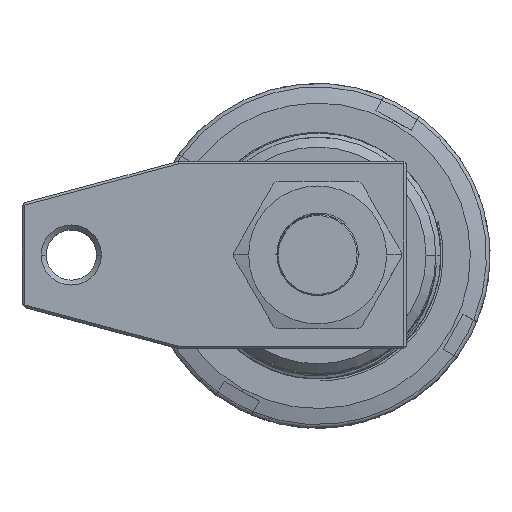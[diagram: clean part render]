
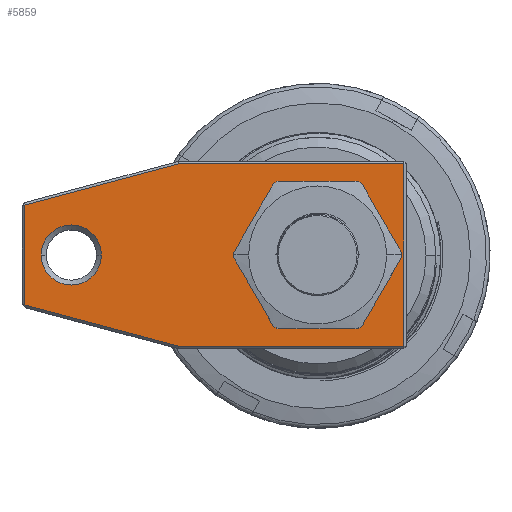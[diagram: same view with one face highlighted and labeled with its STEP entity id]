
A CAD part, top view. The second image highlights one B-rep face of the part: STEP entity #5859.
In plain terms, the highlighted planar face has unit normal (0, 0, 1).
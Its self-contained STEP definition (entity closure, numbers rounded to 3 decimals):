
#63 = DIRECTION ( 'NONE',  ( 1., 0., 0. ) ) ;
#119 = FACE_BOUND ( 'NONE', #1969, .T. ) ;
#247 = CARTESIAN_POINT ( 'NONE',  ( 26.349, 18.5, 19. ) ) ;
#248 = CARTESIAN_POINT ( 'NONE',  ( 0., -18.5, 19. ) ) ;
#326 = DIRECTION ( 'NONE',  ( 0., 0., -1. ) ) ;
#455 = EDGE_CURVE ( 'NONE', #9095, #5811, #7081, .T. ) ;
#980 = ORIENTED_EDGE ( 'NONE', *, *, #10602, .T. ) ;
#1161 = CARTESIAN_POINT ( 'NONE',  ( -5.922, -22.101, 19. ) ) ;
#1184 = CARTESIAN_POINT ( 'NONE',  ( -19.362, -18.5, 19. ) ) ;
#1240 = AXIS2_PLACEMENT_3D ( 'NONE', #10142, #3903, #11172 ) ;
#1399 = EDGE_LOOP ( 'NONE', ( #6655, #7197 ) ) ;
#1504 = CARTESIAN_POINT ( 'NONE',  ( 26.349, -18.5, 19. ) ) ;
#1776 = DIRECTION ( 'NONE',  ( -1., 0., 0. ) ) ;
#1840 = ORIENTED_EDGE ( 'NONE', *, *, #13347, .T. ) ;
#1969 = EDGE_LOOP ( 'NONE', ( #7759, #4710 ) ) ;
#2213 = DIRECTION ( 'NONE',  ( 0.966, -0.259, 0. ) ) ;
#2597 = VERTEX_POINT ( 'NONE', #1504 ) ;
#2630 = EDGE_LOOP ( 'NONE', ( #12489, #980, #12336, #8137, #4106, #1840 ) ) ;
#2925 = FACE_OUTER_BOUND ( 'NONE', #2630, .T. ) ;
#3315 = CIRCLE ( 'NONE', #8251, 12. ) ;
#3503 = VECTOR ( 'NONE', #12062, 1000. ) ;
#3565 = CARTESIAN_POINT ( 'NONE',  ( -50.651, 0., 19. ) ) ;
#3653 = CARTESIAN_POINT ( 'NONE',  ( -35.051, 0., 19. ) ) ;
#3772 = CARTESIAN_POINT ( 'NONE',  ( -3.151, 0., 19. ) ) ;
#3873 = EDGE_CURVE ( 'NONE', #8483, #12394, #3921, .T. ) ;
#3903 = DIRECTION ( 'NONE',  ( 0., 0., -1. ) ) ;
#3921 = LINE ( 'NONE', #10119, #9491 ) ;
#4073 = CARTESIAN_POINT ( 'NONE',  ( -47.251, 0., 19. ) ) ;
#4106 = ORIENTED_EDGE ( 'NONE', *, *, #6528, .T. ) ;
#4186 = CIRCLE ( 'NONE', #9145, 6.1 ) ;
#4273 = VERTEX_POINT ( 'NONE', #3772 ) ;
#4355 = LINE ( 'NONE', #13429, #6803 ) ;
#4492 = DIRECTION ( 'NONE',  ( 0., 0., 1. ) ) ;
#4533 = CARTESIAN_POINT ( 'NONE',  ( 0., 0., 19. ) ) ;
#4710 = ORIENTED_EDGE ( 'NONE', *, *, #6383, .F. ) ;
#5340 = CIRCLE ( 'NONE', #1240, 6.1 ) ;
#5370 = VERTEX_POINT ( 'NONE', #9908 ) ;
#5586 = DIRECTION ( 'NONE',  ( -1., 0., 0. ) ) ;
#5811 = VERTEX_POINT ( 'NONE', #1184 ) ;
#5859 = ADVANCED_FACE ( 'NONE', ( #2925, #119, #8475 ), #9642, .F. ) ;
#5904 = EDGE_CURVE ( 'NONE', #5370, #9095, #10572, .T. ) ;
#6061 = VERTEX_POINT ( 'NONE', #3653 ) ;
#6099 = CARTESIAN_POINT ( 'NONE',  ( 20.849, 0., 19. ) ) ;
#6127 = CIRCLE ( 'NONE', #8827, 12. ) ;
#6270 = VERTEX_POINT ( 'NONE', #4073 ) ;
#6355 = DIRECTION ( 'NONE',  ( 0., 0., 1. ) ) ;
#6383 = EDGE_CURVE ( 'NONE', #4273, #12822, #6127, .T. ) ;
#6528 = EDGE_CURVE ( 'NONE', #5811, #2597, #13451, .T. ) ;
#6601 = CARTESIAN_POINT ( 'NONE',  ( -41.151, 0., 19. ) ) ;
#6655 = ORIENTED_EDGE ( 'NONE', *, *, #10508, .T. ) ;
#6803 = VECTOR ( 'NONE', #9297, 1000. ) ;
#7081 = LINE ( 'NONE', #1161, #8865 ) ;
#7197 = ORIENTED_EDGE ( 'NONE', *, *, #12413, .T. ) ;
#7659 = DIRECTION ( 'NONE',  ( -1., 0., 0. ) ) ;
#7759 = ORIENTED_EDGE ( 'NONE', *, *, #7954, .F. ) ;
#7814 = VECTOR ( 'NONE', #9808, 1000. ) ;
#7954 = EDGE_CURVE ( 'NONE', #12822, #4273, #3315, .T. ) ;
#8137 = ORIENTED_EDGE ( 'NONE', *, *, #455, .T. ) ;
#8251 = AXIS2_PLACEMENT_3D ( 'NONE', #10724, #4492, #11754 ) ;
#8395 = AXIS2_PLACEMENT_3D ( 'NONE', #4533, #11790, #5586 ) ;
#8475 = FACE_BOUND ( 'NONE', #1399, .T. ) ;
#8483 = VERTEX_POINT ( 'NONE', #247 ) ;
#8827 = AXIS2_PLACEMENT_3D ( 'NONE', #12573, #6355, #63 ) ;
#8865 = VECTOR ( 'NONE', #2213, 1000. ) ;
#9095 = VERTEX_POINT ( 'NONE', #9564 ) ;
#9145 = AXIS2_PLACEMENT_3D ( 'NONE', #6601, #326, #7659 ) ;
#9168 = DIRECTION ( 'NONE',  ( 1., 0., 0. ) ) ;
#9297 = DIRECTION ( 'NONE',  ( -0.966, -0.259, 0. ) ) ;
#9491 = VECTOR ( 'NONE', #1776, 1000. ) ;
#9564 = CARTESIAN_POINT ( 'NONE',  ( -50.651, -10.116, 19. ) ) ;
#9642 = PLANE ( 'NONE',  #8395 ) ;
#9808 = DIRECTION ( 'NONE',  ( 0., -1., 0. ) ) ;
#9908 = CARTESIAN_POINT ( 'NONE',  ( -50.651, 10.116, 19. ) ) ;
#10119 = CARTESIAN_POINT ( 'NONE',  ( 0., 18.5, 19. ) ) ;
#10142 = CARTESIAN_POINT ( 'NONE',  ( -41.151, 0., 19. ) ) ;
#10508 = EDGE_CURVE ( 'NONE', #6061, #6270, #5340, .T. ) ;
#10572 = LINE ( 'NONE', #3565, #7814 ) ;
#10602 = EDGE_CURVE ( 'NONE', #12394, #5370, #4355, .T. ) ;
#10724 = CARTESIAN_POINT ( 'NONE',  ( 8.849, 0., 19. ) ) ;
#11022 = CARTESIAN_POINT ( 'NONE',  ( 26.349, 0., 19. ) ) ;
#11172 = DIRECTION ( 'NONE',  ( -1., 0., 0. ) ) ;
#11754 = DIRECTION ( 'NONE',  ( 1., 0., 0. ) ) ;
#11790 = DIRECTION ( 'NONE',  ( 0., 0., -1. ) ) ;
#11805 = LINE ( 'NONE', #11022, #3503 ) ;
#12062 = DIRECTION ( 'NONE',  ( 0., 1., 0. ) ) ;
#12336 = ORIENTED_EDGE ( 'NONE', *, *, #5904, .T. ) ;
#12394 = VERTEX_POINT ( 'NONE', #12790 ) ;
#12413 = EDGE_CURVE ( 'NONE', #6270, #6061, #4186, .T. ) ;
#12489 = ORIENTED_EDGE ( 'NONE', *, *, #3873, .T. ) ;
#12573 = CARTESIAN_POINT ( 'NONE',  ( 8.849, 0., 19. ) ) ;
#12790 = CARTESIAN_POINT ( 'NONE',  ( -19.362, 18.5, 19. ) ) ;
#12822 = VERTEX_POINT ( 'NONE', #6099 ) ;
#13105 = VECTOR ( 'NONE', #9168, 1000. ) ;
#13347 = EDGE_CURVE ( 'NONE', #2597, #8483, #11805, .T. ) ;
#13429 = CARTESIAN_POINT ( 'NONE',  ( -5.922, 22.101, 19. ) ) ;
#13451 = LINE ( 'NONE', #248, #13105 ) ;
